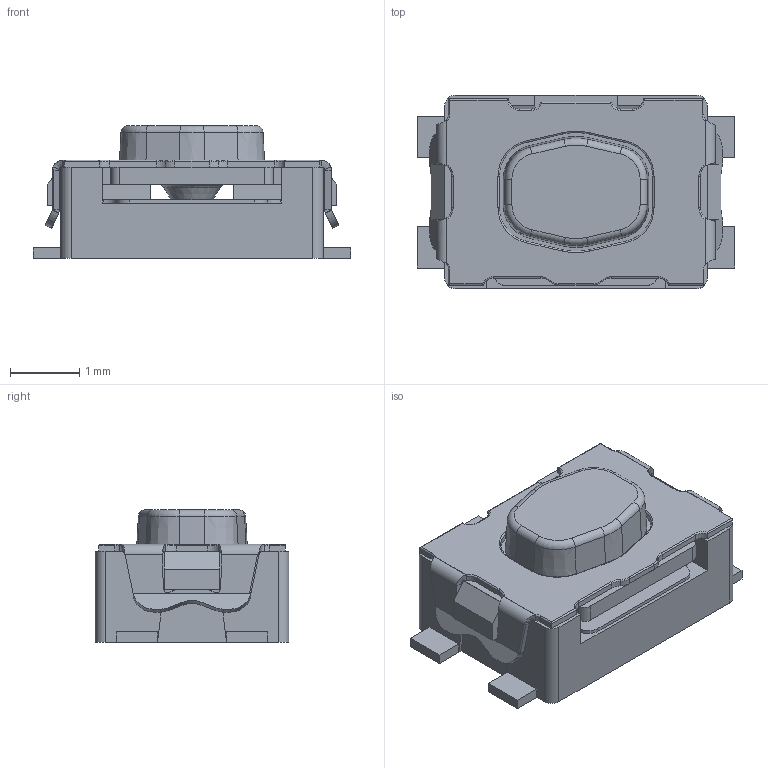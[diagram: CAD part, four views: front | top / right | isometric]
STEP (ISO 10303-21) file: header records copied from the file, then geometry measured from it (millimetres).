
FILE_DESCRIPTION(/* description */ (''),/* implementation_level */ '2;1');
FILE_NAME(/* name */ 'kmr631ng.step',/* time_stamp */ '2022-10-10T22:55:49+02:00',/* author */ (''),/* organization */ (''),/* preprocessor_version */ 'ST-DEVELOPER v19',/* originating_system */ 'Autodesk Translation Framework v11.7.0.108',/* authorisation */ '');
FILE_SCHEMA (('AUTOMOTIVE_DESIGN { 1 0 10303 214 3 1 1 }'));
Length unit declared in the file: millimetre
Products named in the file (7): kmr631ng; Assembly15; 1; 2; 3; 4; 5
Assembly tree (6 placements, depth 3):
  kmr631ng
    Assembly15
      1
      2
      3
      4
      5
Bounding box: 4.6 x 2.8 x 1.92 mm (x, y, z)
Volume: 14.1 mm3; surface area: 87.5 mm2
Topology: 10 solids, 10 shells, 434 faces, 1139 edges, 734 vertices
Faces by surface type: plane 271, cylinder 107, torus 32, bspline 16, cone 8
Full cylindrical faces by diameter (mm): 0.6 x2
Entity records: 14702 total; most frequent: CARTESIAN_POINT 3743, ORIENTED_EDGE 2278, DIRECTION 2179, EDGE_CURVE 1139, LINE 843, VECTOR 843, VERTEX_POINT 738, AXIS2_PLACEMENT_3D 668
